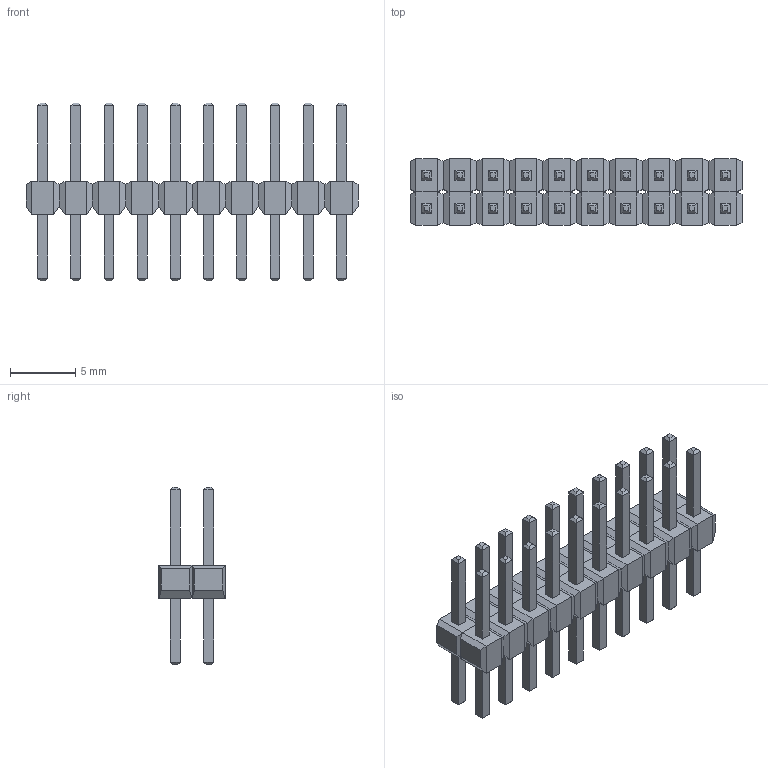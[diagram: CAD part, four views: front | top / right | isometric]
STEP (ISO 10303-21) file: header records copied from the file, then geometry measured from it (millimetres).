
FILE_DESCRIPTION(('STEP AP214'),'1');
FILE_NAME('CONN_PH2-20-UA_ADM','2024-11-19T10:13:33',(''),(''),'','','');
FILE_SCHEMA(('AUTOMOTIVE_DESIGN'));
Length unit declared in the file: millimetre
Products named in the file (1): product
Bounding box: 25.4 x 5.08 x 13.59 mm (x, y, z)
Volume: 426.7 mm3; surface area: 1255.2 mm2
Topology: 42 solids, 42 shells, 644 faces, 1288 edges, 728 vertices
Faces by surface type: plane 644
Entity records: 15238 total; most frequent: DIRECTION 2578, ORIENTED_EDGE 2576, CARTESIAN_POINT 1373, EDGE_CURVE 1288, LINE 1288, VECTOR 1288, VERTEX_POINT 728, AXIS2_PLACEMENT_3D 645
